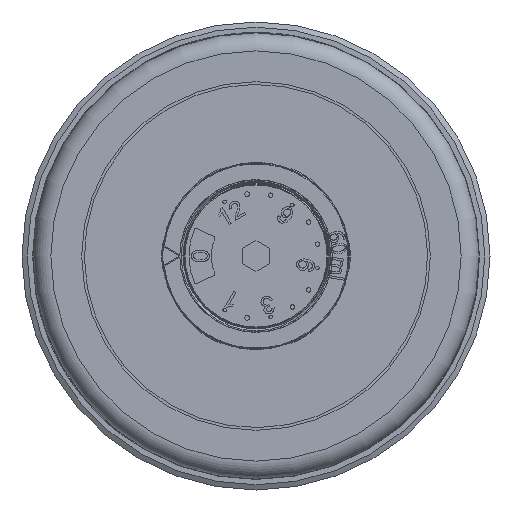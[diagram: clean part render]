
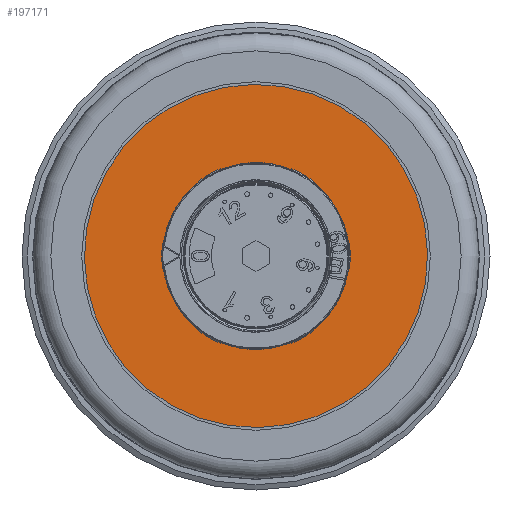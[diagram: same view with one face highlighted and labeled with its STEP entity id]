
A CAD part, left-side view. The second image highlights one B-rep face of the part: STEP entity #197171.
In plain terms, the highlighted planar face has unit normal (-1, 0, 0).
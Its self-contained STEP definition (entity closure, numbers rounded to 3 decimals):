
#197109=CARTESIAN_POINT('',(1.15,-8.982,5.361));
#197110=VERTEX_POINT('',#197109);
#197111=CARTESIAN_POINT('',(1.15,0.,0.));
#197112=DIRECTION('',(1.0,0.,0.));
#197113=DIRECTION('',(0.,0.859,-0.513));
#197114=AXIS2_PLACEMENT_3D('',#197111,#197112,#197113);
#197115=CIRCLE('',#197114,10.46);
#197116=EDGE_CURVE('',#197110,#197110,#197115,.T.);
#197137=CARTESIAN_POINT('',(1.15,-16.486,9.841));
#197138=VERTEX_POINT('',#197137);
#197139=CARTESIAN_POINT('',(1.15,0.,0.));
#197140=DIRECTION('',(1.0,0.,0.));
#197141=DIRECTION('',(0.,0.859,-0.513));
#197142=AXIS2_PLACEMENT_3D('',#197139,#197140,#197141);
#197143=CIRCLE('',#197142,19.2);
#197144=EDGE_CURVE('',#197138,#197138,#197143,.T.);
#197160=CARTESIAN_POINT('',(1.15,0.,0.));
#197161=DIRECTION('',(1.0,0.0,0.0));
#197162=DIRECTION('',(0.0,0.859,-0.513));
#197163=AXIS2_PLACEMENT_3D('',#197160,#197161,#197162);
#197164=PLANE('',#197163);
#197165=ORIENTED_EDGE('',*,*,#197144,.F.);
#197166=EDGE_LOOP('',(#197165));
#197167=FACE_OUTER_BOUND('',#197166,.T.);
#197168=ORIENTED_EDGE('',*,*,#197116,.T.);
#197169=EDGE_LOOP('',(#197168));
#197170=FACE_BOUND('',#197169,.T.);
#197171=ADVANCED_FACE('',(#197167,#197170),#197164,.F.);
